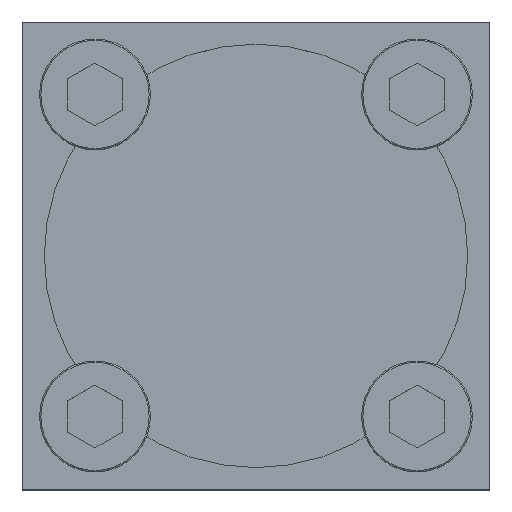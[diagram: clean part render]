
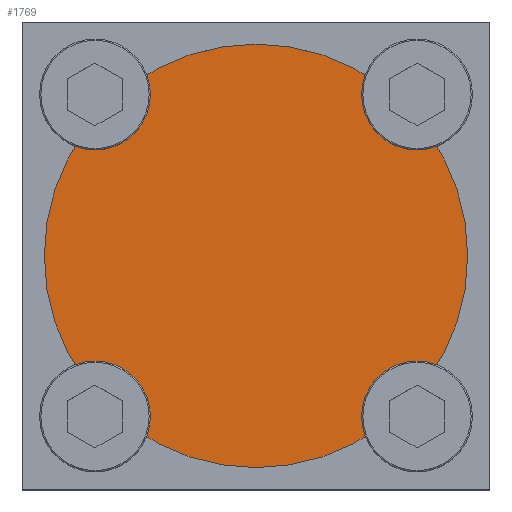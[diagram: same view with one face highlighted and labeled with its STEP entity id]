
A CAD part, top view. The second image highlights one B-rep face of the part: STEP entity #1769.
In plain terms, the highlighted planar face has unit normal (0, 0, 1).
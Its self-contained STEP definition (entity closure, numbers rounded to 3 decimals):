
#38=PLANE('',#1921);
#117=CIRCLE('',#1879,86.);
#118=CIRCLE('',#1881,86.);
#121=CIRCLE('',#1886,86.);
#122=CIRCLE('',#1888,86.);
#125=CIRCLE('',#1893,86.);
#126=CIRCLE('',#1895,86.);
#129=CIRCLE('',#1900,86.);
#130=CIRCLE('',#1902,86.);
#131=CIRCLE('',#1904,86.);
#133=CIRCLE('',#1907,86.);
#135=CIRCLE('',#1910,86.);
#137=CIRCLE('',#1913,86.);
#139=CIRCLE('',#1922,14.853);
#140=CIRCLE('',#1923,14.853);
#141=CIRCLE('',#1924,14.853);
#142=CIRCLE('',#1925,14.853);
#295=ORIENTED_EDGE('',*,*,#694,.F.);
#296=ORIENTED_EDGE('',*,*,#697,.F.);
#297=ORIENTED_EDGE('',*,*,#682,.F.);
#298=ORIENTED_EDGE('',*,*,#739,.F.);
#299=ORIENTED_EDGE('',*,*,#684,.F.);
#300=ORIENTED_EDGE('',*,*,#701,.F.);
#301=ORIENTED_EDGE('',*,*,#672,.F.);
#302=ORIENTED_EDGE('',*,*,#740,.F.);
#303=ORIENTED_EDGE('',*,*,#674,.F.);
#304=ORIENTED_EDGE('',*,*,#699,.F.);
#305=ORIENTED_EDGE('',*,*,#662,.F.);
#306=ORIENTED_EDGE('',*,*,#741,.F.);
#307=ORIENTED_EDGE('',*,*,#664,.F.);
#308=ORIENTED_EDGE('',*,*,#695,.F.);
#309=ORIENTED_EDGE('',*,*,#692,.F.);
#310=ORIENTED_EDGE('',*,*,#742,.F.);
#662=EDGE_CURVE('',#901,#898,#117,.T.);
#664=EDGE_CURVE('',#896,#902,#118,.T.);
#672=EDGE_CURVE('',#909,#905,#121,.T.);
#674=EDGE_CURVE('',#908,#910,#122,.T.);
#682=EDGE_CURVE('',#917,#914,#125,.T.);
#684=EDGE_CURVE('',#912,#918,#126,.T.);
#692=EDGE_CURVE('',#925,#922,#129,.T.);
#694=EDGE_CURVE('',#920,#926,#130,.T.);
#695=EDGE_CURVE('',#922,#896,#131,.T.);
#697=EDGE_CURVE('',#914,#920,#133,.T.);
#699=EDGE_CURVE('',#898,#908,#135,.T.);
#701=EDGE_CURVE('',#905,#912,#137,.T.);
#739=EDGE_CURVE('',#918,#917,#139,.F.);
#740=EDGE_CURVE('',#910,#909,#140,.F.);
#741=EDGE_CURVE('',#902,#901,#141,.F.);
#742=EDGE_CURVE('',#926,#925,#142,.F.);
#896=VERTEX_POINT('',#2578);
#898=VERTEX_POINT('',#2582);
#901=VERTEX_POINT('',#2593);
#902=VERTEX_POINT('',#2600);
#905=VERTEX_POINT('',#2607);
#908=VERTEX_POINT('',#2613);
#909=VERTEX_POINT('',#2620);
#910=VERTEX_POINT('',#2627);
#912=VERTEX_POINT('',#2632);
#914=VERTEX_POINT('',#2636);
#917=VERTEX_POINT('',#2647);
#918=VERTEX_POINT('',#2654);
#920=VERTEX_POINT('',#2659);
#922=VERTEX_POINT('',#2663);
#925=VERTEX_POINT('',#2674);
#926=VERTEX_POINT('',#2681);
#1434=EDGE_LOOP('',(#295,#296,#297,#298,#299,#300,#301,#302,#303,#304,#305,
#306,#307,#308,#309,#310));
#1590=FACE_BOUND('',#1434,.T.);
#1769=ADVANCED_FACE('',(#1590),#38,.F.);
#1879=AXIS2_PLACEMENT_3D('',#2594,#2064,#2065);
#1881=AXIS2_PLACEMENT_3D('',#2601,#2068,#2069);
#1886=AXIS2_PLACEMENT_3D('',#2621,#2082,#2083);
#1888=AXIS2_PLACEMENT_3D('',#2628,#2086,#2087);
#1893=AXIS2_PLACEMENT_3D('',#2648,#2100,#2101);
#1895=AXIS2_PLACEMENT_3D('',#2655,#2104,#2105);
#1900=AXIS2_PLACEMENT_3D('',#2675,#2118,#2119);
#1902=AXIS2_PLACEMENT_3D('',#2682,#2122,#2123);
#1904=AXIS2_PLACEMENT_3D('',#2684,#2126,#2127);
#1907=AXIS2_PLACEMENT_3D('',#2687,#2132,#2133);
#1910=AXIS2_PLACEMENT_3D('',#2690,#2138,#2139);
#1913=AXIS2_PLACEMENT_3D('',#2693,#2144,#2145);
#1921=AXIS2_PLACEMENT_3D('',#2769,#2196,#2197);
#1922=AXIS2_PLACEMENT_3D('',#2770,#2198,#2199);
#1923=AXIS2_PLACEMENT_3D('',#2771,#2200,#2201);
#1924=AXIS2_PLACEMENT_3D('',#2772,#2202,#2203);
#1925=AXIS2_PLACEMENT_3D('',#2773,#2204,#2205);
#2064=DIRECTION('',(0.,0.,-1.));
#2065=DIRECTION('',(-1.,0.,0.));
#2068=DIRECTION('',(0.,0.,-1.));
#2069=DIRECTION('',(-1.,0.,0.));
#2082=DIRECTION('',(0.,0.,-1.));
#2083=DIRECTION('',(-1.,0.,0.));
#2086=DIRECTION('',(0.,0.,-1.));
#2087=DIRECTION('',(-1.,0.,0.));
#2100=DIRECTION('',(0.,0.,-1.));
#2101=DIRECTION('',(-1.,0.,0.));
#2104=DIRECTION('',(0.,0.,-1.));
#2105=DIRECTION('',(-1.,0.,0.));
#2118=DIRECTION('',(0.,0.,-1.));
#2119=DIRECTION('',(-1.,0.,0.));
#2122=DIRECTION('',(0.,0.,-1.));
#2123=DIRECTION('',(-1.,0.,0.));
#2126=DIRECTION('',(0.,0.,-1.));
#2127=DIRECTION('',(-1.,0.,0.));
#2132=DIRECTION('',(0.,0.,-1.));
#2133=DIRECTION('',(-1.,0.,0.));
#2138=DIRECTION('',(0.,0.,-1.));
#2139=DIRECTION('',(-1.,0.,0.));
#2144=DIRECTION('',(0.,0.,-1.));
#2145=DIRECTION('',(-1.,0.,0.));
#2196=DIRECTION('',(0.,0.,-1.));
#2197=DIRECTION('',(-1.,0.,0.));
#2198=DIRECTION('',(0.,0.,-1.));
#2199=DIRECTION('',(-1.,0.,0.));
#2200=DIRECTION('',(0.,0.,-1.));
#2201=DIRECTION('',(-1.,0.,0.));
#2202=DIRECTION('',(0.,0.,-1.));
#2203=DIRECTION('',(-1.,0.,0.));
#2204=DIRECTION('',(0.,0.,-1.));
#2205=DIRECTION('',(-1.,0.,0.));
#2578=CARTESIAN_POINT('',(69.303,-50.922,0.));
#2582=CARTESIAN_POINT('',(50.922,-69.303,0.));
#2593=CARTESIAN_POINT('',(51.049,-69.21,0.));
#2594=CARTESIAN_POINT('',(0.,0.,0.));
#2600=CARTESIAN_POINT('',(69.21,-51.049,0.));
#2601=CARTESIAN_POINT('',(0.,0.,0.));
#2607=CARTESIAN_POINT('',(-69.303,-50.922,0.));
#2613=CARTESIAN_POINT('',(-50.922,-69.303,0.));
#2620=CARTESIAN_POINT('',(-69.21,-51.049,0.));
#2621=CARTESIAN_POINT('',(0.,0.,0.));
#2627=CARTESIAN_POINT('',(-51.049,-69.21,0.));
#2628=CARTESIAN_POINT('',(0.,0.,0.));
#2632=CARTESIAN_POINT('',(-69.303,50.922,0.));
#2636=CARTESIAN_POINT('',(-50.922,69.303,0.));
#2647=CARTESIAN_POINT('',(-51.049,69.21,0.));
#2648=CARTESIAN_POINT('',(0.,0.,0.));
#2654=CARTESIAN_POINT('',(-69.21,51.049,0.));
#2655=CARTESIAN_POINT('',(0.,0.,0.));
#2659=CARTESIAN_POINT('',(50.922,69.303,0.));
#2663=CARTESIAN_POINT('',(69.303,50.922,0.));
#2674=CARTESIAN_POINT('',(69.21,51.049,0.));
#2675=CARTESIAN_POINT('',(0.,0.,0.));
#2681=CARTESIAN_POINT('',(51.049,69.21,0.));
#2682=CARTESIAN_POINT('',(0.,0.,0.));
#2684=CARTESIAN_POINT('',(0.,0.,0.));
#2687=CARTESIAN_POINT('',(0.,0.,0.));
#2690=CARTESIAN_POINT('',(0.,0.,0.));
#2693=CARTESIAN_POINT('',(0.,0.,0.));
#2769=CARTESIAN_POINT('',(0.,0.,0.));
#2770=CARTESIAN_POINT('',(-65.407,65.407,0.));
#2771=CARTESIAN_POINT('',(-65.407,-65.407,0.));
#2772=CARTESIAN_POINT('',(65.407,-65.407,0.));
#2773=CARTESIAN_POINT('',(65.407,65.407,0.));
